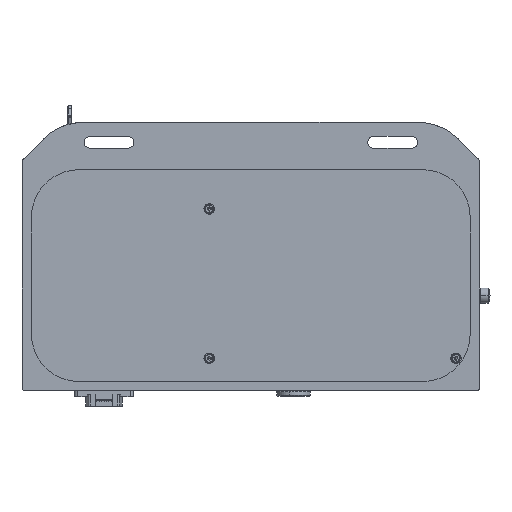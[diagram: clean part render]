
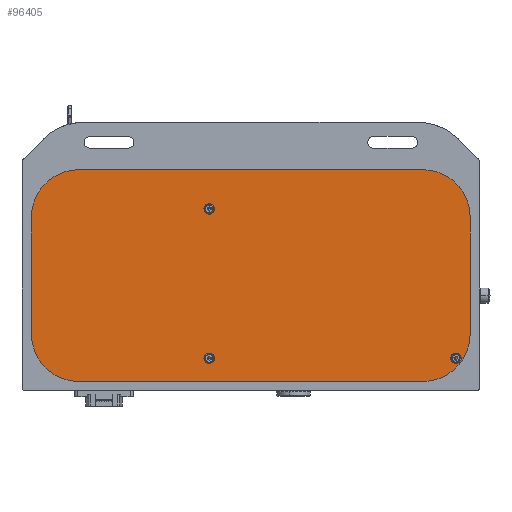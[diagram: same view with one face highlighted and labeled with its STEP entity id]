
A CAD part, front view. The second image highlights one B-rep face of the part: STEP entity #96405.
In plain terms, the highlighted planar face has unit normal (0, -1, 0).
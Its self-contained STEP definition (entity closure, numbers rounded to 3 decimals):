
#22437 = CARTESIAN_POINT ( 'NONE',  ( 212., 3., -5. ) ) ;
#22438 = DIRECTION ( 'NONE',  ( 1., 0., 0. ) ) ;
#22439 = VECTOR ( 'NONE', #22438, 1000. ) ;
#22441 = CARTESIAN_POINT ( 'NONE',  ( 5., 3., -5. ) ) ;
#22442 = LINE ( 'NONE', #22441, #22439 ) ;
#22459 = CARTESIAN_POINT ( 'NONE',  ( 30., 3., -5. ) ) ;
#22520 = DIRECTION ( 'NONE',  ( 0., 0., 1. ) ) ;
#22521 = DIRECTION ( 'NONE',  ( 0., 1., 0. ) ) ;
#22522 = CARTESIAN_POINT ( 'NONE',  ( 5., 3., -117. ) ) ;
#22523 = AXIS2_PLACEMENT_3D ( 'NONE', #22522, #22521, #22520 ) ;
#22529 = PLANE ( 'NONE',  #22523 ) ;
#22530 = FACE_OUTER_BOUND ( 'NONE', #96474, .T. ) ;
#22531 = FACE_BOUND ( 'NONE', #96446, .T. ) ;
#22532 = FACE_BOUND ( 'NONE', #96574, .T. ) ;
#22533 = FACE_BOUND ( 'NONE', #96406, .T. ) ;
#22568 = DIRECTION ( 'NONE',  ( -1., 0., 0. ) ) ;
#22570 = DIRECTION ( 'NONE',  ( 0., -1., 0. ) ) ;
#22571 = CARTESIAN_POINT ( 'NONE',  ( 99., 3., -25.73 ) ) ;
#22572 = AXIS2_PLACEMENT_3D ( 'NONE', #22571, #22570, #22568 ) ;
#22573 = CIRCLE ( 'NONE', #22572, 2.75 ) ;
#22578 = DIRECTION ( 'NONE',  ( -1., 0., 0. ) ) ;
#22579 = DIRECTION ( 'NONE',  ( 0., -1., 0. ) ) ;
#22580 = CARTESIAN_POINT ( 'NONE',  ( 99., 3., -104.73 ) ) ;
#22581 = AXIS2_PLACEMENT_3D ( 'NONE', #22580, #22579, #22578 ) ;
#22583 = CIRCLE ( 'NONE', #22581, 2.75 ) ;
#22597 = LINE ( 'NONE', #22708, #22706 ) ;
#22605 = CARTESIAN_POINT ( 'NONE',  ( 30., 3., -117. ) ) ;
#22607 = DIRECTION ( 'NONE',  ( 0., 0., 1. ) ) ;
#22609 = DIRECTION ( 'NONE',  ( 0., -1., 0. ) ) ;
#22611 = CARTESIAN_POINT ( 'NONE',  ( 30., 3., -92. ) ) ;
#22612 = AXIS2_PLACEMENT_3D ( 'NONE', #22611, #22609, #22607 ) ;
#22614 = CIRCLE ( 'NONE', #22612, 25. ) ;
#22649 = CARTESIAN_POINT ( 'NONE',  ( 5., 3., -92. ) ) ;
#22666 = CARTESIAN_POINT ( 'NONE',  ( 237., 3., -92. ) ) ;
#22667 = DIRECTION ( 'NONE',  ( 0., 0., 1. ) ) ;
#22684 = CARTESIAN_POINT ( 'NONE',  ( 212., 3., -117. ) ) ;
#22685 = DIRECTION ( 'NONE',  ( 1., 0., 0. ) ) ;
#22706 = VECTOR ( 'NONE', #22685, 1000. ) ;
#22708 = CARTESIAN_POINT ( 'NONE',  ( 5., 3., -117. ) ) ;
#22747 = VECTOR ( 'NONE', #22821, 1000. ) ;
#22750 = CARTESIAN_POINT ( 'NONE',  ( 237., 3., -117. ) ) ;
#22752 = LINE ( 'NONE', #22750, #22747 ) ;
#22764 = DIRECTION ( 'NONE',  ( 0., -1., 0. ) ) ;
#22766 = CARTESIAN_POINT ( 'NONE',  ( 212., 3., -92. ) ) ;
#22767 = AXIS2_PLACEMENT_3D ( 'NONE', #22766, #22764, #22667 ) ;
#22769 = CIRCLE ( 'NONE', #22767, 25. ) ;
#22798 = DIRECTION ( 'NONE',  ( -1., 0., 0. ) ) ;
#22799 = DIRECTION ( 'NONE',  ( 0., -1., 0. ) ) ;
#22802 = CARTESIAN_POINT ( 'NONE',  ( 229.5, 3., -104.73 ) ) ;
#22803 = AXIS2_PLACEMENT_3D ( 'NONE', #22802, #22799, #22798 ) ;
#22814 = CIRCLE ( 'NONE', #22803, 2.75 ) ;
#22820 = CARTESIAN_POINT ( 'NONE',  ( 237., 3., -30. ) ) ;
#22821 = DIRECTION ( 'NONE',  ( 0., 0., 1. ) ) ;
#22846 = DIRECTION ( 'NONE',  ( 0., 0., 1. ) ) ;
#22847 = DIRECTION ( 'NONE',  ( 0., -1., 0. ) ) ;
#22849 = CARTESIAN_POINT ( 'NONE',  ( 30., 3., -30. ) ) ;
#22851 = AXIS2_PLACEMENT_3D ( 'NONE', #22849, #22847, #22846 ) ;
#22853 = CIRCLE ( 'NONE', #22851, 25. ) ;
#22890 = DIRECTION ( 'NONE',  ( 0., 0., 1. ) ) ;
#22891 = VECTOR ( 'NONE', #22890, 1000. ) ;
#22893 = CARTESIAN_POINT ( 'NONE',  ( 5., 3., -117. ) ) ;
#22894 = LINE ( 'NONE', #22893, #22891 ) ;
#22980 = CARTESIAN_POINT ( 'NONE',  ( 5., 3., -30. ) ) ;
#23187 = CARTESIAN_POINT ( 'NONE',  ( 212., 3., -30. ) ) ;
#23274 = DIRECTION ( 'NONE',  ( 0., 0., 1. ) ) ;
#23276 = DIRECTION ( 'NONE',  ( 0., -1., 0. ) ) ;
#23278 = AXIS2_PLACEMENT_3D ( 'NONE', #23187, #23276, #23274 ) ;
#23293 = CIRCLE ( 'NONE', #23278, 25. ) ;
#63099 = CARTESIAN_POINT ( 'NONE',  ( 226.75, 3., -104.73 ) ) ;
#63101 = DIRECTION ( 'NONE',  ( -1., 0., 0. ) ) ;
#63104 = DIRECTION ( 'NONE',  ( 0., -1., 0. ) ) ;
#63105 = CARTESIAN_POINT ( 'NONE',  ( 229.5, 3., -104.73 ) ) ;
#63106 = AXIS2_PLACEMENT_3D ( 'NONE', #63105, #63104, #63101 ) ;
#63108 = CIRCLE ( 'NONE', #63106, 2.75 ) ;
#63430 = CARTESIAN_POINT ( 'NONE',  ( 232.25, 3., -104.73 ) ) ;
#64099 = DIRECTION ( 'NONE',  ( -1., 0., 0. ) ) ;
#64102 = DIRECTION ( 'NONE',  ( 0., -1., 0. ) ) ;
#64103 = CARTESIAN_POINT ( 'NONE',  ( 99., 3., -104.73 ) ) ;
#64106 = AXIS2_PLACEMENT_3D ( 'NONE', #64103, #64102, #64099 ) ;
#64109 = CIRCLE ( 'NONE', #64106, 2.75 ) ;
#64134 = CARTESIAN_POINT ( 'NONE',  ( 101.75, 3., -104.73 ) ) ;
#64267 = CARTESIAN_POINT ( 'NONE',  ( 96.25, 3., -104.73 ) ) ;
#64442 = CARTESIAN_POINT ( 'NONE',  ( 99., 3., -25.73 ) ) ;
#64445 = CIRCLE ( 'NONE', #64614, 2.75 ) ;
#64473 = CARTESIAN_POINT ( 'NONE',  ( 101.75, 3., -25.73 ) ) ;
#64606 = CARTESIAN_POINT ( 'NONE',  ( 96.25, 3., -25.73 ) ) ;
#64611 = DIRECTION ( 'NONE',  ( -1., 0., 0. ) ) ;
#64613 = DIRECTION ( 'NONE',  ( 0., -1., 0. ) ) ;
#64614 = AXIS2_PLACEMENT_3D ( 'NONE', #64442, #64613, #64611 ) ;
#86088 = EDGE_CURVE ( 'NONE', #86200, #86089, #63108, .T. ) ;
#86089 = VERTEX_POINT ( 'NONE', #63099 ) ;
#86200 = VERTEX_POINT ( 'NONE', #63430 ) ;
#86322 = VERTEX_POINT ( 'NONE', #64134 ) ;
#86341 = EDGE_CURVE ( 'NONE', #86322, #86344, #64109, .T. ) ;
#86344 = VERTEX_POINT ( 'NONE', #64267 ) ;
#86462 = VERTEX_POINT ( 'NONE', #64473 ) ;
#86474 = EDGE_CURVE ( 'NONE', #86462, #86477, #64445, .T. ) ;
#86477 = VERTEX_POINT ( 'NONE', #64606 ) ;
#96372 = VERTEX_POINT ( 'NONE', #22459 ) ;
#96383 = EDGE_CURVE ( 'NONE', #96372, #96388, #22442, .T. ) ;
#96388 = VERTEX_POINT ( 'NONE', #22437 ) ;
#96405 = ADVANCED_FACE ( 'NONE', ( #22533, #22532, #22531, #22530 ), #22529, .F. ) ;
#96406 = EDGE_LOOP ( 'NONE', ( #96561, #96570 ) ) ;
#96430 = ORIENTED_EDGE ( 'NONE', *, *, #96436, .F. ) ;
#96436 = EDGE_CURVE ( 'NONE', #86344, #86322, #22583, .T. ) ;
#96439 = ORIENTED_EDGE ( 'NONE', *, *, #86341, .F. ) ;
#96446 = EDGE_LOOP ( 'NONE', ( #96453, #96467 ) ) ;
#96453 = ORIENTED_EDGE ( 'NONE', *, *, #96459, .F. ) ;
#96459 = EDGE_CURVE ( 'NONE', #86477, #86462, #22573, .T. ) ;
#96467 = ORIENTED_EDGE ( 'NONE', *, *, #86474, .F. ) ;
#96474 = EDGE_LOOP ( 'NONE', ( #96484, #96649, #96518, #96534, #96546, #96556, #96582, #96591 ) ) ;
#96484 = ORIENTED_EDGE ( 'NONE', *, *, #96636, .F. ) ;
#96485 = VERTEX_POINT ( 'NONE', #22649 ) ;
#96511 = EDGE_CURVE ( 'NONE', #96485, #96512, #22614, .T. ) ;
#96512 = VERTEX_POINT ( 'NONE', #22605 ) ;
#96518 = ORIENTED_EDGE ( 'NONE', *, *, #96525, .T. ) ;
#96525 = EDGE_CURVE ( 'NONE', #96512, #96527, #22597, .T. ) ;
#96527 = VERTEX_POINT ( 'NONE', #22684 ) ;
#96534 = ORIENTED_EDGE ( 'NONE', *, *, #96538, .T. ) ;
#96538 = EDGE_CURVE ( 'NONE', #96527, #96539, #22769, .T. ) ;
#96539 = VERTEX_POINT ( 'NONE', #22666 ) ;
#96546 = ORIENTED_EDGE ( 'NONE', *, *, #96550, .T. ) ;
#96550 = EDGE_CURVE ( 'NONE', #96539, #96551, #22752, .T. ) ;
#96551 = VERTEX_POINT ( 'NONE', #22820 ) ;
#96556 = ORIENTED_EDGE ( 'NONE', *, *, #96720, .T. ) ;
#96561 = ORIENTED_EDGE ( 'NONE', *, *, #96564, .F. ) ;
#96564 = EDGE_CURVE ( 'NONE', #86089, #86200, #22814, .T. ) ;
#96570 = ORIENTED_EDGE ( 'NONE', *, *, #86088, .F. ) ;
#96574 = EDGE_LOOP ( 'NONE', ( #96430, #96439 ) ) ;
#96582 = ORIENTED_EDGE ( 'NONE', *, *, #96383, .F. ) ;
#96591 = ORIENTED_EDGE ( 'NONE', *, *, #96595, .T. ) ;
#96595 = EDGE_CURVE ( 'NONE', #96372, #96639, #22853, .T. ) ;
#96636 = EDGE_CURVE ( 'NONE', #96485, #96639, #22894, .T. ) ;
#96639 = VERTEX_POINT ( 'NONE', #22980 ) ;
#96649 = ORIENTED_EDGE ( 'NONE', *, *, #96511, .T. ) ;
#96720 = EDGE_CURVE ( 'NONE', #96551, #96388, #23293, .T. ) ;
